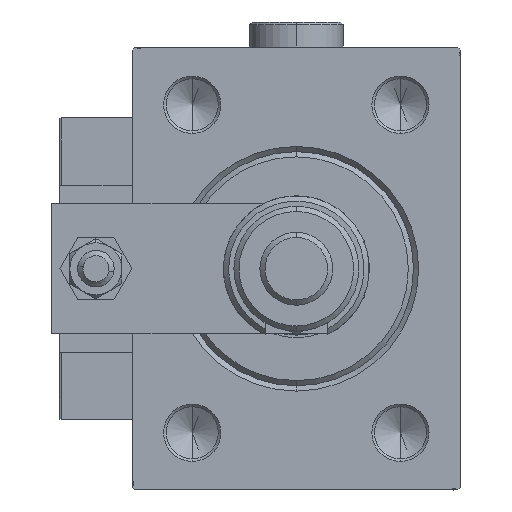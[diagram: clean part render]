
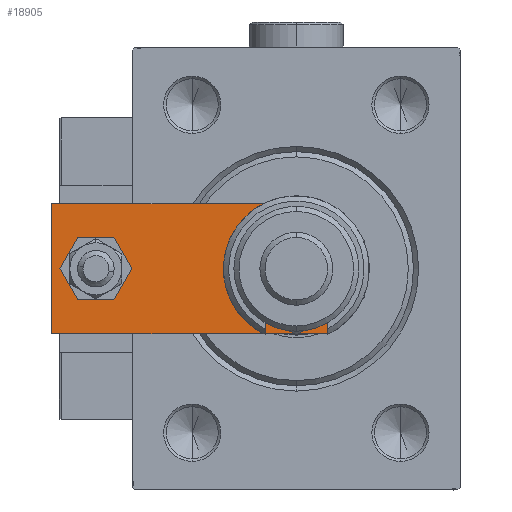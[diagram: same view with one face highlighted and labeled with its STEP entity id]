
A CAD part, left-side view. The second image highlights one B-rep face of the part: STEP entity #18905.
In plain terms, the highlighted face is planar.
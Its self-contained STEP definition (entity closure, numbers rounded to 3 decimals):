
#122 = CARTESIAN_POINT ( 'NONE',  ( 12.5, 60., 6. ) ) ;
#582 = CARTESIAN_POINT ( 'NONE',  ( -4., 51.5, 6. ) ) ;
#1080 = DIRECTION ( 'NONE',  ( 0.707, -0.707, 0. ) ) ;
#1115 = VERTEX_POINT ( 'NONE', #43464 ) ;
#1319 = PLANE ( 'NONE',  #49619 ) ;
#1639 = DIRECTION ( 'NONE',  ( 1., 0., 0. ) ) ;
#2126 = CARTESIAN_POINT ( 'NONE',  ( 0., 13., 6. ) ) ;
#3241 = CARTESIAN_POINT ( 'NONE',  ( -8.25, 13., 6. ) ) ;
#3733 = AXIS2_PLACEMENT_3D ( 'NONE', #21260, #7569, #32745 ) ;
#3987 = CARTESIAN_POINT ( 'NONE',  ( 12.5, 0., 6. ) ) ;
#4143 = EDGE_CURVE ( 'NONE', #1115, #4512, #8559, .T. ) ;
#4411 = ORIENTED_EDGE ( 'NONE', *, *, #21197, .T. ) ;
#4512 = VERTEX_POINT ( 'NONE', #46829 ) ;
#5026 = VERTEX_POINT ( 'NONE', #10352 ) ;
#5417 = ORIENTED_EDGE ( 'NONE', *, *, #46488, .F. ) ;
#6608 = FACE_BOUND ( 'NONE', #23983, .T. ) ;
#7569 = DIRECTION ( 'NONE',  ( 0., 0., 1. ) ) ;
#7924 = CARTESIAN_POINT ( 'NONE',  ( 8.25, 13., 6. ) ) ;
#8559 = LINE ( 'NONE', #42413, #11572 ) ;
#8893 = EDGE_CURVE ( 'NONE', #30238, #37414, #43945, .T. ) ;
#9490 = ORIENTED_EDGE ( 'NONE', *, *, #43628, .T. ) ;
#10128 = EDGE_LOOP ( 'NONE', ( #46095, #4411, #42486, #45354, #9490, #44209 ) ) ;
#10352 = CARTESIAN_POINT ( 'NONE',  ( -5.5, 0., 6. ) ) ;
#10816 = DIRECTION ( 'NONE',  ( 1., 0., 0. ) ) ;
#11572 = VECTOR ( 'NONE', #22238, 1000. ) ;
#13902 = DIRECTION ( 'NONE',  ( 1., 0., 0. ) ) ;
#16030 = VERTEX_POINT ( 'NONE', #34978 ) ;
#16140 = CARTESIAN_POINT ( 'NONE',  ( -12.5, 0., 6. ) ) ;
#16271 = ORIENTED_EDGE ( 'NONE', *, *, #8893, .F. ) ;
#17072 = CIRCLE ( 'NONE', #21522, 4. ) ;
#18671 = DIRECTION ( 'NONE',  ( 0., 0., 1. ) ) ;
#18905 = ADVANCED_FACE ( 'NONE', ( #23398, #19205, #6608 ), #1319, .T. ) ;
#19205 = FACE_OUTER_BOUND ( 'NONE', #10128, .T. ) ;
#19513 = CIRCLE ( 'NONE', #25745, 4. ) ;
#19537 = CIRCLE ( 'NONE', #44568, 8.25 ) ;
#19608 = CARTESIAN_POINT ( 'NONE',  ( 4., 51.5, 6. ) ) ;
#20020 = VECTOR ( 'NONE', #37628, 1000. ) ;
#20605 = LINE ( 'NONE', #16140, #51508 ) ;
#21000 = VERTEX_POINT ( 'NONE', #582 ) ;
#21065 = LINE ( 'NONE', #3987, #50859 ) ;
#21197 = EDGE_CURVE ( 'NONE', #16030, #5026, #29337, .T. ) ;
#21260 = CARTESIAN_POINT ( 'NONE',  ( 0., 13., 6. ) ) ;
#21390 = LINE ( 'NONE', #122, #20020 ) ;
#21522 = AXIS2_PLACEMENT_3D ( 'NONE', #22561, #52238, #13902 ) ;
#22238 = DIRECTION ( 'NONE',  ( 0.707, 0.707, 0. ) ) ;
#22561 = CARTESIAN_POINT ( 'NONE',  ( 0., 51.5, 6. ) ) ;
#23194 = DIRECTION ( 'NONE',  ( 0., 0., 1. ) ) ;
#23398 = FACE_BOUND ( 'NONE', #51122, .T. ) ;
#23465 = CARTESIAN_POINT ( 'NONE',  ( 0., 51.5, 6. ) ) ;
#23983 = EDGE_LOOP ( 'NONE', ( #5417, #16271 ) ) ;
#24420 = EDGE_CURVE ( 'NONE', #5026, #1115, #20605, .T. ) ;
#25745 = AXIS2_PLACEMENT_3D ( 'NONE', #23465, #23194, #1639 ) ;
#26081 = DIRECTION ( 'NONE',  ( 0., 1., 0. ) ) ;
#27320 = VECTOR ( 'NONE', #1080, 1000. ) ;
#29337 = LINE ( 'NONE', #38047, #27320 ) ;
#29350 = VERTEX_POINT ( 'NONE', #44824 ) ;
#29553 = EDGE_CURVE ( 'NONE', #45857, #21000, #19513, .T. ) ;
#30238 = VERTEX_POINT ( 'NONE', #7924 ) ;
#31232 = LINE ( 'NONE', #44671, #49505 ) ;
#32745 = DIRECTION ( 'NONE',  ( 1., 0., 0. ) ) ;
#33228 = CARTESIAN_POINT ( 'NONE',  ( -12.5, 60., 6. ) ) ;
#34651 = EDGE_CURVE ( 'NONE', #21000, #45857, #17072, .T. ) ;
#34978 = CARTESIAN_POINT ( 'NONE',  ( -12.5, 7., 6. ) ) ;
#37414 = VERTEX_POINT ( 'NONE', #3241 ) ;
#37628 = DIRECTION ( 'NONE',  ( -1., 0., 0. ) ) ;
#37671 = DIRECTION ( 'NONE',  ( 1., 0., 0. ) ) ;
#38047 = CARTESIAN_POINT ( 'NONE',  ( -2.75, -2.75, 6. ) ) ;
#39083 = ORIENTED_EDGE ( 'NONE', *, *, #34651, .F. ) ;
#40459 = DIRECTION ( 'NONE',  ( 0., -1., 0. ) ) ;
#41205 = VERTEX_POINT ( 'NONE', #33228 ) ;
#42136 = EDGE_CURVE ( 'NONE', #41205, #16030, #31232, .T. ) ;
#42373 = EDGE_CURVE ( 'NONE', #29350, #41205, #21390, .T. ) ;
#42413 = CARTESIAN_POINT ( 'NONE',  ( 2.75, -2.75, 6. ) ) ;
#42486 = ORIENTED_EDGE ( 'NONE', *, *, #24420, .T. ) ;
#43464 = CARTESIAN_POINT ( 'NONE',  ( 5.5, 0., 6. ) ) ;
#43628 = EDGE_CURVE ( 'NONE', #4512, #29350, #21065, .T. ) ;
#43945 = CIRCLE ( 'NONE', #3733, 8.25 ) ;
#44209 = ORIENTED_EDGE ( 'NONE', *, *, #42373, .T. ) ;
#44412 = CARTESIAN_POINT ( 'NONE',  ( 0., 0., 6. ) ) ;
#44568 = AXIS2_PLACEMENT_3D ( 'NONE', #2126, #48620, #10816 ) ;
#44671 = CARTESIAN_POINT ( 'NONE',  ( -12.5, 60., 6. ) ) ;
#44824 = CARTESIAN_POINT ( 'NONE',  ( 12.5, 60., 6. ) ) ;
#45354 = ORIENTED_EDGE ( 'NONE', *, *, #4143, .T. ) ;
#45857 = VERTEX_POINT ( 'NONE', #19608 ) ;
#46095 = ORIENTED_EDGE ( 'NONE', *, *, #42136, .T. ) ;
#46229 = ORIENTED_EDGE ( 'NONE', *, *, #29553, .F. ) ;
#46488 = EDGE_CURVE ( 'NONE', #37414, #30238, #19537, .T. ) ;
#46829 = CARTESIAN_POINT ( 'NONE',  ( 12.5, 7., 6. ) ) ;
#48620 = DIRECTION ( 'NONE',  ( 0., 0., 1. ) ) ;
#49505 = VECTOR ( 'NONE', #40459, 1000. ) ;
#49619 = AXIS2_PLACEMENT_3D ( 'NONE', #44412, #18671, #53110 ) ;
#50859 = VECTOR ( 'NONE', #26081, 1000. ) ;
#51122 = EDGE_LOOP ( 'NONE', ( #39083, #46229 ) ) ;
#51508 = VECTOR ( 'NONE', #37671, 1000. ) ;
#52238 = DIRECTION ( 'NONE',  ( 0., 0., 1. ) ) ;
#53110 = DIRECTION ( 'NONE',  ( 1., 0., 0. ) ) ;
